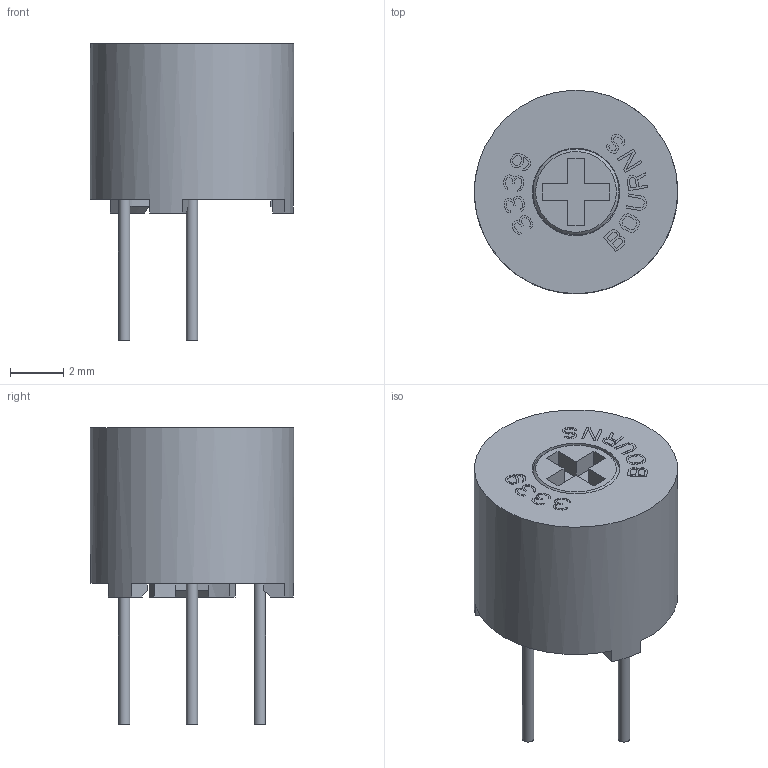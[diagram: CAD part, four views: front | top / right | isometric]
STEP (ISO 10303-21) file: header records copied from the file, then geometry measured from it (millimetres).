
FILE_DESCRIPTION(('FreeCAD Model'),'2;1');
FILE_NAME('Potentiometer_Bourns_3339P_Vertical.step','2018-10-27T17:34:53',('kicad StepUp'),('ksu MCAD') ,'Open CASCADE STEP processor 7.3','FreeCAD','Unknown');
FILE_SCHEMA(('AUTOMOTIVE_DESIGN { 1 0 10303 214 1 1 1 1 }'));
Length unit declared in the file: millimetre
Products named in the file (1): Potentiometer_Bourns_3339P_Vertical
Bounding box: 7.62 x 7.62 x 11.13 mm (x, y, z)
Volume: 257.6 mm3; surface area: 300.7 mm2
Topology: 1 solids, 1 shells, 497 faces, 1432 edges, 959 vertices
Faces by surface type: plane 480, cylinder 13, cone 4
Full cylindrical faces by diameter (mm): 0.43 x3, 3.226 x1, 3.277 x1, 4.14 x1, 7.62 x1
Entity records: 19558 total; most frequent: CARTESIAN_POINT 2943, ORIENTED_EDGE 2864, DIRECTION 2474, EDGE_CURVE 1432, LINE 1374, VECTOR 1374, VERTEX_POINT 959, AXIS2_PLACEMENT_3D 550
